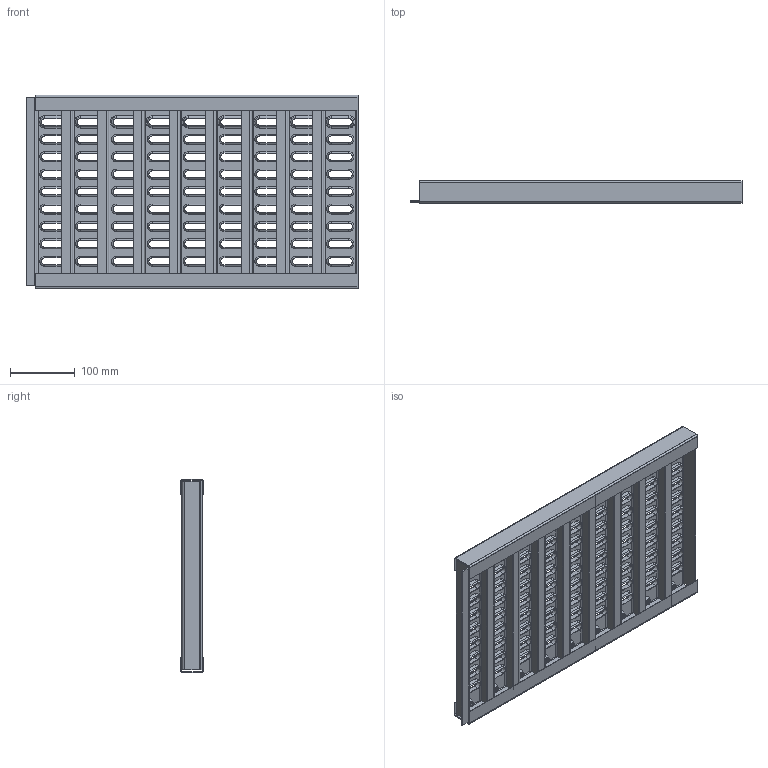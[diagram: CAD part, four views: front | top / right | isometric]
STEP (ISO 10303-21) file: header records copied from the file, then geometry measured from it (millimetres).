
FILE_DESCRIPTION(/* description */ (''),/* implementation_level */ '2;1');
FILE_NAME(/* name */ '4009003016608 Schlitzlochabdeckung Kartoffel 0,5m.stp',/* time_stamp */ '2015-11-18T14:19:46+01:00',/* author */ ('dpurucker'),/* organization */ (''),/* preprocessor_version */ 'ST-DEVELOPER v15.6',/* originating_system */ 'Autodesk Inventor 2015',/* authorisation */ '');
FILE_SCHEMA (('AUTOMOTIVE_DESIGN { 1 0 10303 214 3 1 1 }'));
Length unit declared in the file: millimetre
Products named in the file (4): Schlitzlochabdeckung für Kartoffel; Randeinfassung; DIN EN ISO 7046-2 H - M6x10 - 8.8 - H1; 4009003016608 Schlitzlochabdeckung Kartoffel
Bounding box: 514.47 x 34.5 x 300.21 mm (x, y, z)
Volume: 797213.3 mm3; surface area: 867591.9 mm2
Topology: 17 solids, 17 shells, 2168 faces, 4724 edges, 2608 vertices
Faces by surface type: plane 824, cylinder 616, cone 382, torus 346
Full cylindrical faces by diameter (mm): 4.2 x18, 6 x8, 8.2 x18, 11.3 x6
Entity records: 7397 total; most frequent: DIRECTION 1390, CARTESIAN_POINT 1191, ORIENTED_EDGE 1144, EDGE_CURVE 571, AXIS2_PLACEMENT_3D 526, LINE 338, VECTOR 338, VERTEX_POINT 327
